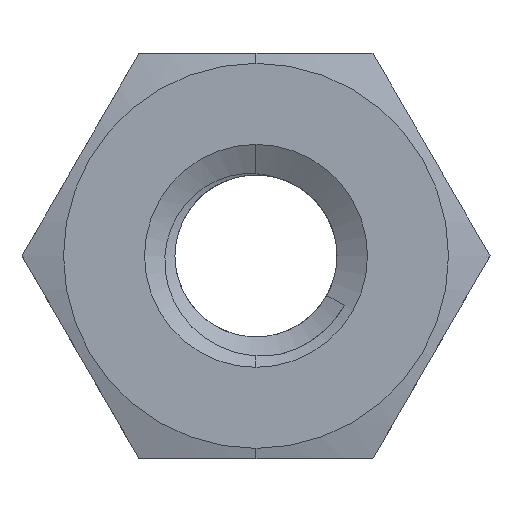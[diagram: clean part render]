
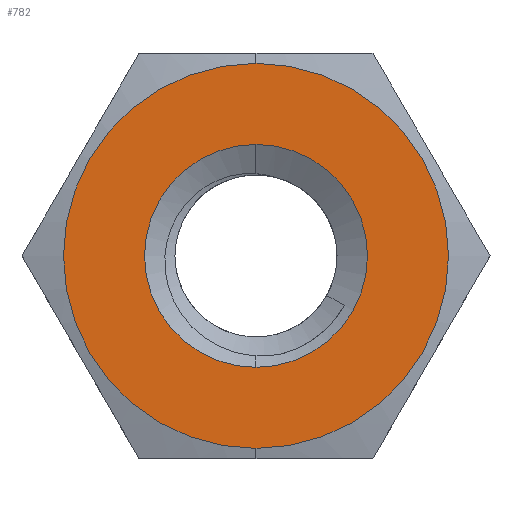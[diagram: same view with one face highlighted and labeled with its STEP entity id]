
A CAD part, top view. The second image highlights one B-rep face of the part: STEP entity #782.
In plain terms, the highlighted planar face has unit normal (0, 0, 1).
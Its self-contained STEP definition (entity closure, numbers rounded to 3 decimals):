
#58 = DIRECTION ( 'NONE',  ( 0., 1., 0. ) ) ;
#144 = DIRECTION ( 'NONE',  ( 0., 0., -1. ) ) ;
#159 = AXIS2_PLACEMENT_3D ( 'NONE', #1621, #450, #974 ) ;
#168 = CARTESIAN_POINT ( 'NONE',  ( 0., 0., 1.2 ) ) ;
#328 = AXIS2_PLACEMENT_3D ( 'NONE', #981, #554, #1238 ) ;
#360 = ORIENTED_EDGE ( 'NONE', *, *, #842, .T. ) ;
#415 = DIRECTION ( 'NONE',  ( 1., 0., 0. ) ) ;
#422 = CARTESIAN_POINT ( 'NONE',  ( 0., -1.1, 1.2 ) ) ;
#450 = DIRECTION ( 'NONE',  ( 0., 0., -1. ) ) ;
#511 = CARTESIAN_POINT ( 'NONE',  ( 0., 0., 1.2 ) ) ;
#528 = FACE_BOUND ( 'NONE', #1267, .T. ) ;
#554 = DIRECTION ( 'NONE',  ( 0., 0., 1. ) ) ;
#571 = AXIS2_PLACEMENT_3D ( 'NONE', #776, #144, #1556 ) ;
#598 = AXIS2_PLACEMENT_3D ( 'NONE', #168, #1111, #58 ) ;
#650 = CARTESIAN_POINT ( 'NONE',  ( 0., -1.9, 1.2 ) ) ;
#722 = VERTEX_POINT ( 'NONE', #1026 ) ;
#776 = CARTESIAN_POINT ( 'NONE',  ( 0., 0., 1.2 ) ) ;
#782 = ADVANCED_FACE ( 'NONE', ( #528, #930 ), #1677, .T. ) ;
#815 = EDGE_CURVE ( 'NONE', #722, #1524, #986, .T. ) ;
#818 = VERTEX_POINT ( 'NONE', #422 ) ;
#827 = EDGE_CURVE ( 'NONE', #818, #1627, #1039, .T. ) ;
#842 = EDGE_CURVE ( 'NONE', #1524, #722, #1550, .T. ) ;
#853 = AXIS2_PLACEMENT_3D ( 'NONE', #511, #1177, #415 ) ;
#883 = EDGE_LOOP ( 'NONE', ( #1653, #360 ) ) ;
#930 = FACE_OUTER_BOUND ( 'NONE', #883, .T. ) ;
#974 = DIRECTION ( 'NONE',  ( 0., -1., 0. ) ) ;
#981 = CARTESIAN_POINT ( 'NONE',  ( 0., 0., 1.2 ) ) ;
#986 = CIRCLE ( 'NONE', #598, 1.9 ) ;
#1026 = CARTESIAN_POINT ( 'NONE',  ( 0., 1.9, 1.2 ) ) ;
#1039 = CIRCLE ( 'NONE', #159, 1.1 ) ;
#1088 = CARTESIAN_POINT ( 'NONE',  ( 0., 1.1, 1.2 ) ) ;
#1111 = DIRECTION ( 'NONE',  ( 0., 0., 1. ) ) ;
#1177 = DIRECTION ( 'NONE',  ( 0., 0., 1. ) ) ;
#1238 = DIRECTION ( 'NONE',  ( 0., 1., 0. ) ) ;
#1267 = EDGE_LOOP ( 'NONE', ( #1289, #1469 ) ) ;
#1289 = ORIENTED_EDGE ( 'NONE', *, *, #827, .T. ) ;
#1413 = EDGE_CURVE ( 'NONE', #1627, #818, #1681, .T. ) ;
#1469 = ORIENTED_EDGE ( 'NONE', *, *, #1413, .T. ) ;
#1524 = VERTEX_POINT ( 'NONE', #650 ) ;
#1550 = CIRCLE ( 'NONE', #328, 1.9 ) ;
#1556 = DIRECTION ( 'NONE',  ( 0., -1., 0. ) ) ;
#1621 = CARTESIAN_POINT ( 'NONE',  ( 0., 0., 1.2 ) ) ;
#1627 = VERTEX_POINT ( 'NONE', #1088 ) ;
#1653 = ORIENTED_EDGE ( 'NONE', *, *, #815, .T. ) ;
#1677 = PLANE ( 'NONE',  #853 ) ;
#1681 = CIRCLE ( 'NONE', #571, 1.1 ) ;
